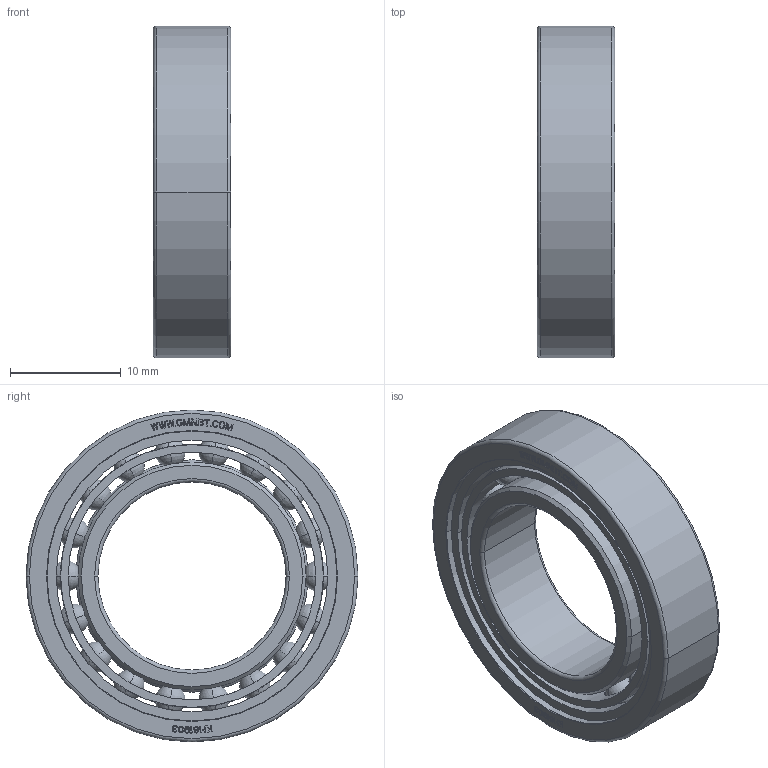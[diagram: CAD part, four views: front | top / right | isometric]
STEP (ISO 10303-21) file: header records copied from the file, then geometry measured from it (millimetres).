
FILE_DESCRIPTION((''),'2;1');
FILE_NAME('KH61903_PRT','2014-11-17T',('sales 4'),(''),'PRO/ENGINEER BY PARAMETRIC TECHNOLOGY CORPORATION, 2013150','PRO/ENGINEER BY PARAMETRIC TECHNOLOGY CORPORATION, 2013150','');
FILE_SCHEMA(('AUTOMOTIVE_DESIGN { 1 0 10303 214 1 1 1 1 }'));
Length unit declared in the file: millimetre
Products named in the file (1): KH61903_PRT
Bounding box: 7.01 x 30 x 30 mm (x, y, z)
Volume: 2522.4 mm3; surface area: 3856.6 mm2
Topology: 21 solids, 21 shells, 656 faces, 1846 edges, 1184 vertices
Faces by surface type: plane 544, cylinder 54, sphere 36, torus 12, cone 10
Entity records: 29107 total; most frequent: CARTESIAN_POINT 6726, ORIENTED_EDGE 3548, DIRECTION 3118, PRESENTATION_STYLE_ASSIGNMENT 1821, STYLED_ITEM 1795, CURVE_STYLE 1774, EDGE_CURVE 1774, VECTOR 1598
